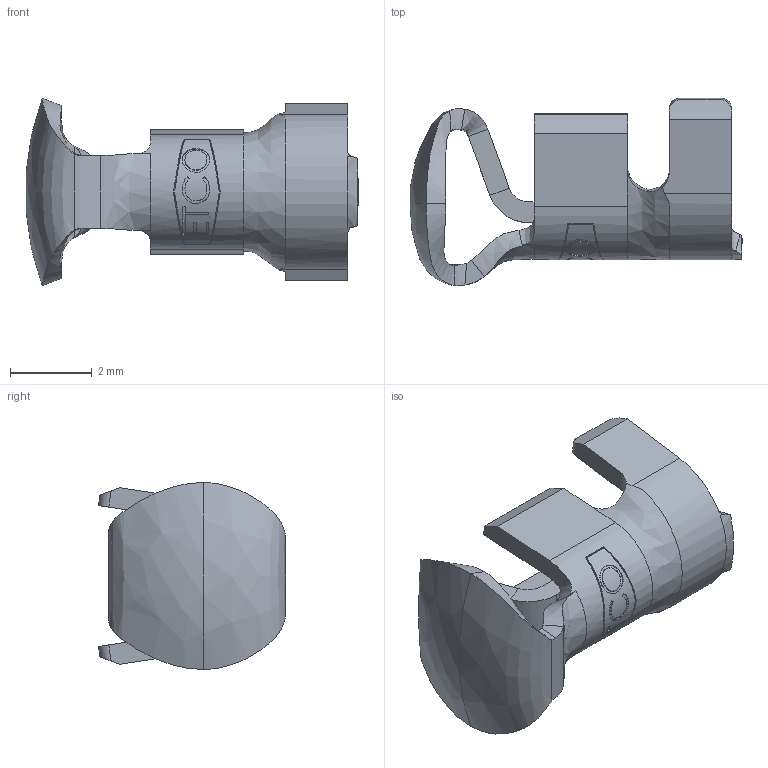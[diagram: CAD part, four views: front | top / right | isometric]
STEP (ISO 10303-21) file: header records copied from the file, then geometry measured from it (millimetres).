
FILE_DESCRIPTION (( 'STEP AP203' ), '1' );
FILE_NAME ('LS10.STEP', '2019-11-14T15:48:54', ( 'tempuser' ), ( 'Microsoft' ), 'SwSTEP 2.0', 'SolidWorks 2019', '' );
FILE_SCHEMA (( 'CONFIG_CONTROL_DESIGN' ));
Length unit declared in the file: inch
Products named in the file (1): LS10
Bounding box: 8.11 x 4.57 x 4.57 mm (x, y, z)
Volume: 30.9 mm3; surface area: 159.5 mm2
Topology: 1 solids, 1 shells, 173 faces, 478 edges, 314 vertices
Faces by surface type: plane 77, bspline 68, cylinder 22, cone 6
Entity records: 9070 total; most frequent: CARTESIAN_POINT 5295, ORIENTED_EDGE 956, EDGE_CURVE 478, DIRECTION 462, VERTEX_POINT 314, B_SPLINE_CURVE_WITH_KNOTS 266, EDGE_LOOP 180, ADVANCED_FACE 173
